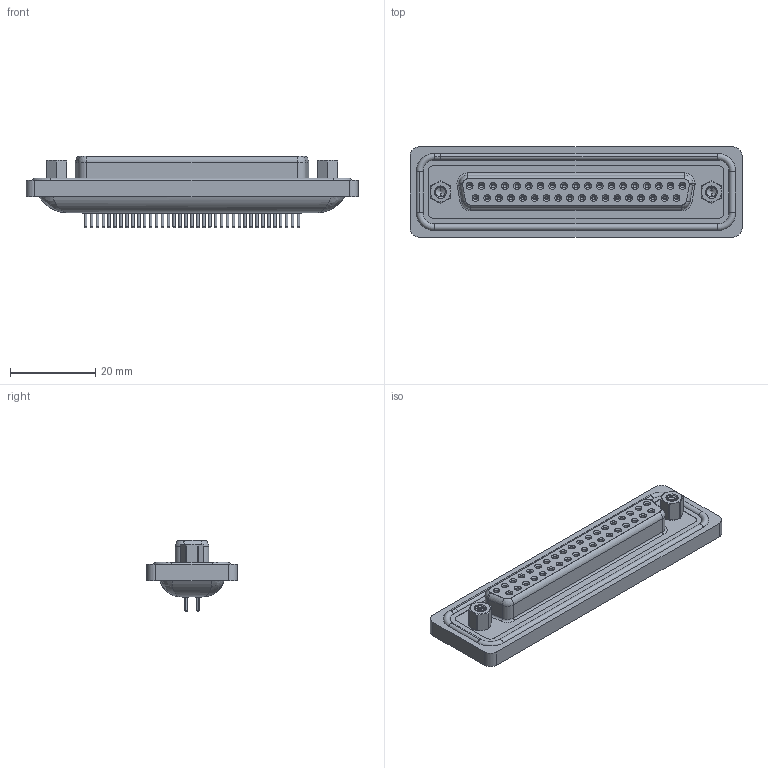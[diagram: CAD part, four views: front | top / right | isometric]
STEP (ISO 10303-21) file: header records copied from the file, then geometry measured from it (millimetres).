
FILE_DESCRIPTION (( 'STEP AP203' ), '1' );
FILE_NAME ('628-W37-220-012.STEP', '2021-04-06T15:05:43', ( '' ), ( '' ), 'SwSTEP 2.0', 'SolidWorks 2020', '' );
FILE_SCHEMA (( 'CONFIG_CONTROL_DESIGN' ));
Length unit declared in the file: millimetre
Products named in the file (8): 628W 4-40 Threaded Rivet; 628-W37-220-012; 628W 4-40 Hex Standoff; 628W Waterproof Housing_37 Contacts; 628W Shell Front_37 Contacts; 628W Housing_37 Contacts; 628W Contact Row 2_20; 628W Contact Row 1_20
Assembly tree (44 placements, depth 2):
  628-W37-220-012
    628W Housing_37 Contacts
    628W Shell Front_37 Contacts
    628W Contact Row 1_20  x19
    628W Contact Row 2_20  x18
    628W 4-40 Threaded Rivet  x2
    628W Waterproof Housing_37 Contacts
    628W 4-40 Hex Standoff  x2
Bounding box: 77.8 x 21.1 x 16.85 mm (x, y, z)
Volume: 11040.1 mm3; surface area: 17776.5 mm2
Topology: 45 solids, 45 shells, 2532 faces, 5964 edges, 3681 vertices
Faces by surface type: cylinder 997, plane 656, torus 568, cone 289, bspline 22
Entity records: 34562 total; most frequent: CARTESIAN_POINT 9414, DIRECTION 5323, ORIENTED_EDGE 4536, EDGE_CURVE 2268, AXIS2_PLACEMENT_3D 2246, VERTEX_POINT 1451, EDGE_LOOP 1255, CIRCLE 1247
